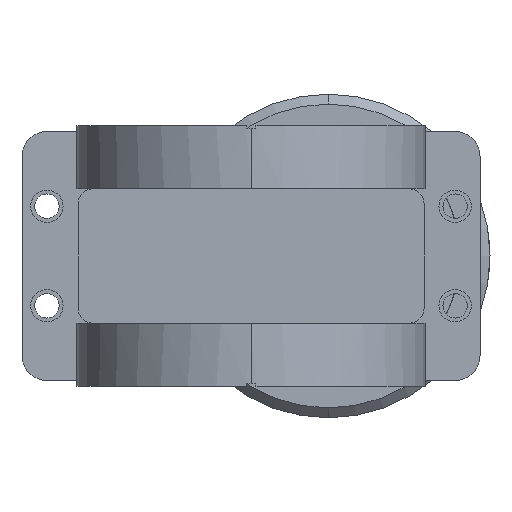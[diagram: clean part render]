
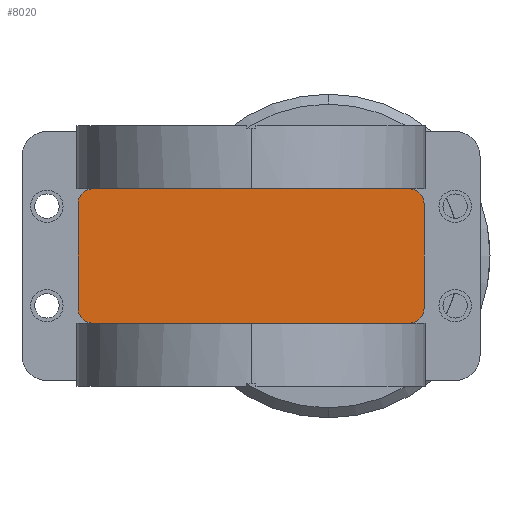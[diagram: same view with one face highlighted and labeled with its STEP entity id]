
A CAD part, front view. The second image highlights one B-rep face of the part: STEP entity #8020.
In plain terms, the highlighted planar face has unit normal (0, -1, 0).
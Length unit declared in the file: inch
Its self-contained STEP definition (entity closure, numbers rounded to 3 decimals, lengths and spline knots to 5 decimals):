
#176 = VERTEX_POINT ( 'NONE', #3718 ) ;
#271 = LINE ( 'NONE', #1475, #6602 ) ;
#328 = DIRECTION ( 'NONE',  ( -1., 0., 0. ) ) ;
#345 = ORIENTED_EDGE ( 'NONE', *, *, #2290, .F. ) ;
#362 = VECTOR ( 'NONE', #4245, 39.37008 ) ;
#405 = LINE ( 'NONE', #4791, #362 ) ;
#639 = ORIENTED_EDGE ( 'NONE', *, *, #7887, .F. ) ;
#1403 = FACE_OUTER_BOUND ( 'NONE', #7274, .T. ) ;
#1404 = CARTESIAN_POINT ( 'NONE',  ( 1.25, -1.51575, 0.11811 ) ) ;
#1475 = CARTESIAN_POINT ( 'NONE',  ( -1.36811, -1.51575, 0.5315 ) ) ;
#1484 = CARTESIAN_POINT ( 'NONE',  ( 1.25, -1.51575, 0.94488 ) ) ;
#1570 = DIRECTION ( 'NONE',  ( 0., 1., 0. ) ) ;
#1708 = DIRECTION ( 'NONE',  ( 0., 0., 1. ) ) ;
#1801 = CARTESIAN_POINT ( 'NONE',  ( -1.25, -1.51575, 0. ) ) ;
#1896 = VERTEX_POINT ( 'NONE', #1801 ) ;
#2033 = CIRCLE ( 'NONE', #5633, 0.11811 ) ;
#2094 = ORIENTED_EDGE ( 'NONE', *, *, #5658, .F. ) ;
#2130 = ORIENTED_EDGE ( 'NONE', *, *, #4383, .F. ) ;
#2215 = CARTESIAN_POINT ( 'NONE',  ( 0., -1.51575, 1.06299 ) ) ;
#2290 = EDGE_CURVE ( 'NONE', #7796, #176, #2033, .T. ) ;
#2792 = LINE ( 'NONE', #2215, #5825 ) ;
#2872 = DIRECTION ( 'NONE',  ( 0., 1., 0. ) ) ;
#2882 = CIRCLE ( 'NONE', #8116, 0.11811 ) ;
#2968 = VERTEX_POINT ( 'NONE', #4595 ) ;
#3350 = DIRECTION ( 'NONE',  ( 1., 0., 0. ) ) ;
#3460 = ORIENTED_EDGE ( 'NONE', *, *, #7104, .F. ) ;
#3486 = DIRECTION ( 'NONE',  ( 0., 1., 0. ) ) ;
#3718 = CARTESIAN_POINT ( 'NONE',  ( -1.25, -1.51575, 1.06299 ) ) ;
#3995 = CARTESIAN_POINT ( 'NONE',  ( -1.36811, -1.51575, 0.94488 ) ) ;
#4020 = ORIENTED_EDGE ( 'NONE', *, *, #8251, .F. ) ;
#4187 = CARTESIAN_POINT ( 'NONE',  ( 1.36811, -1.51575, 0.94488 ) ) ;
#4199 = CARTESIAN_POINT ( 'NONE',  ( 1.25, -1.51575, 1.06299 ) ) ;
#4237 = VECTOR ( 'NONE', #328, 39.37008 ) ;
#4245 = DIRECTION ( 'NONE',  ( 0., 0., -1. ) ) ;
#4267 = CARTESIAN_POINT ( 'NONE',  ( 1.25, -1.51575, 0. ) ) ;
#4383 = EDGE_CURVE ( 'NONE', #1896, #7555, #7528, .T. ) ;
#4581 = AXIS2_PLACEMENT_3D ( 'NONE', #7556, #2872, #7911 ) ;
#4595 = CARTESIAN_POINT ( 'NONE',  ( 1.36811, -1.51575, 0.11811 ) ) ;
#4723 = VERTEX_POINT ( 'NONE', #4267 ) ;
#4790 = CARTESIAN_POINT ( 'NONE',  ( -1.25, -1.51575, 0.94488 ) ) ;
#4791 = CARTESIAN_POINT ( 'NONE',  ( 1.36811, -1.51575, 0.5315 ) ) ;
#5001 = EDGE_CURVE ( 'NONE', #7555, #7796, #271, .T. ) ;
#5311 = DIRECTION ( 'NONE',  ( 1., 0., 0. ) ) ;
#5633 = AXIS2_PLACEMENT_3D ( 'NONE', #4790, #3486, #1708 ) ;
#5658 = EDGE_CURVE ( 'NONE', #2968, #4723, #8095, .T. ) ;
#5825 = VECTOR ( 'NONE', #5311, 39.37008 ) ;
#5874 = PLANE ( 'NONE',  #8127 ) ;
#5961 = DIRECTION ( 'NONE',  ( 0., 0., 1. ) ) ;
#6086 = DIRECTION ( 'NONE',  ( 0., 0., 1. ) ) ;
#6109 = VERTEX_POINT ( 'NONE', #4187 ) ;
#6509 = DIRECTION ( 'NONE',  ( 0., 1., 0. ) ) ;
#6533 = EDGE_CURVE ( 'NONE', #176, #8284, #2792, .T. ) ;
#6602 = VECTOR ( 'NONE', #7291, 39.37008 ) ;
#6916 = ORIENTED_EDGE ( 'NONE', *, *, #5001, .F. ) ;
#7104 = EDGE_CURVE ( 'NONE', #6109, #2968, #405, .T. ) ;
#7176 = DIRECTION ( 'NONE',  ( 0., 1., 0. ) ) ;
#7274 = EDGE_LOOP ( 'NONE', ( #6916, #2130, #639, #2094, #3460, #4020, #8197, #345 ) ) ;
#7291 = DIRECTION ( 'NONE',  ( 0., 0., 1. ) ) ;
#7361 = CARTESIAN_POINT ( 'NONE',  ( -1.36811, -1.51575, 0.11811 ) ) ;
#7528 = CIRCLE ( 'NONE', #4581, 0.11811 ) ;
#7555 = VERTEX_POINT ( 'NONE', #7361 ) ;
#7556 = CARTESIAN_POINT ( 'NONE',  ( -1.25, -1.51575, 0.11811 ) ) ;
#7732 = CARTESIAN_POINT ( 'NONE',  ( 0., -1.51575, 0.5315 ) ) ;
#7796 = VERTEX_POINT ( 'NONE', #3995 ) ;
#7887 = EDGE_CURVE ( 'NONE', #4723, #1896, #7902, .T. ) ;
#7902 = LINE ( 'NONE', #8070, #4237 ) ;
#7911 = DIRECTION ( 'NONE',  ( 0., 0., 1. ) ) ;
#8020 = ADVANCED_FACE ( 'NONE', ( #1403 ), #5874, .F. ) ;
#8070 = CARTESIAN_POINT ( 'NONE',  ( 0., -1.51575, 0. ) ) ;
#8095 = CIRCLE ( 'NONE', #8225, 0.11811 ) ;
#8116 = AXIS2_PLACEMENT_3D ( 'NONE', #1484, #1570, #5961 ) ;
#8127 = AXIS2_PLACEMENT_3D ( 'NONE', #7732, #7176, #3350 ) ;
#8197 = ORIENTED_EDGE ( 'NONE', *, *, #6533, .F. ) ;
#8225 = AXIS2_PLACEMENT_3D ( 'NONE', #1404, #6509, #6086 ) ;
#8251 = EDGE_CURVE ( 'NONE', #8284, #6109, #2882, .T. ) ;
#8284 = VERTEX_POINT ( 'NONE', #4199 ) ;
